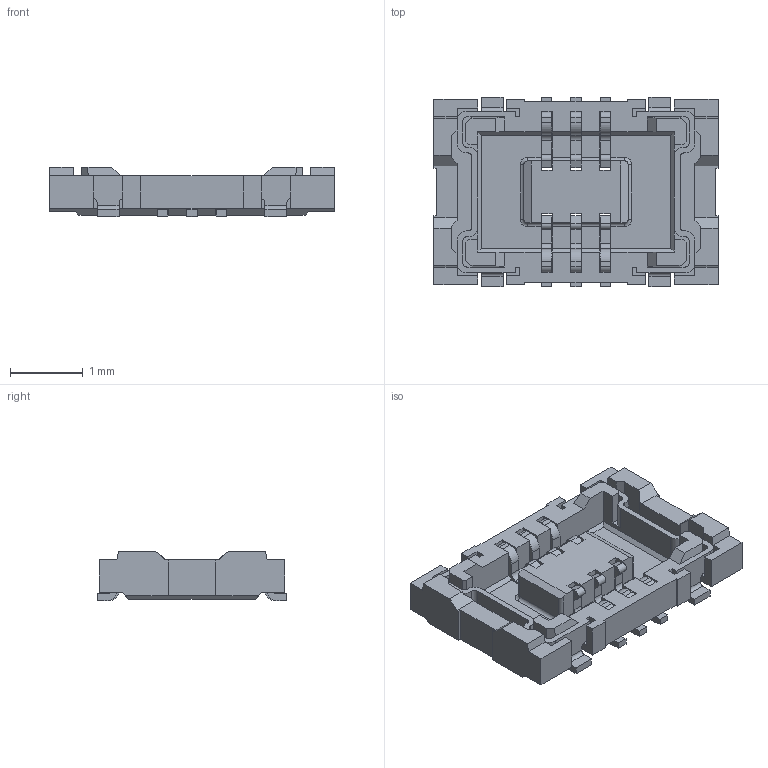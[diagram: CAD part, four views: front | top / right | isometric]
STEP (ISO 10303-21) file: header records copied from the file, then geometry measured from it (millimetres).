
FILE_DESCRIPTION(('FreeCAD Model'),'2;1');
FILE_NAME('SOLID.step','2017-08-09T13:53:39',( 'kicad StepUp'),('ksu MCAD'),'Open CASCADE STEP processor 6.8', 'FreeCAD','Unknown');
FILE_SCHEMA(('AUTOMOTIVE_DESIGN_CC2 { 1 2 10303 214 -1 1 5 4 }'));
Length unit declared in the file: millimetre
Products named in the file (2): ASSEMBLY; SOLID
Assembly tree (1 placements, depth 2):
  ASSEMBLY
    SOLID
Bounding box: 3.9 x 2.6 x 0.68 mm (x, y, z)
Volume: 3.2 mm3; surface area: 47.4 mm2
Topology: 1 solids, 1 shells, 527 faces, 1600 edges, 1056 vertices
Faces by surface type: plane 397, cylinder 126, torus 4
Entity records: 17845 total; most frequent: CARTESIAN_POINT 3209, ORIENTED_EDGE 3200, DIRECTION 2906, EDGE_CURVE 1600, LINE 1344, VECTOR 1344, VERTEX_POINT 1056, AXIS2_PLACEMENT_3D 781
